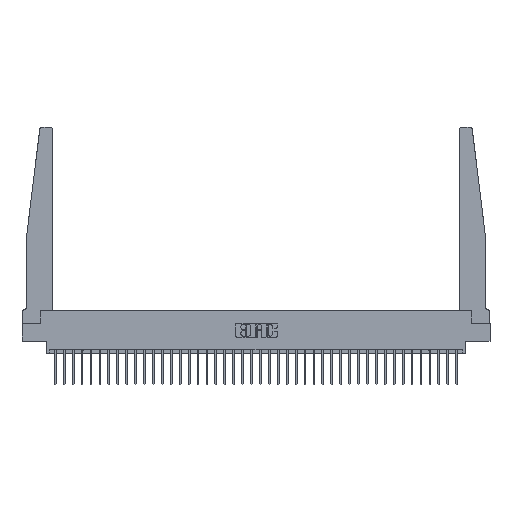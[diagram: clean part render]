
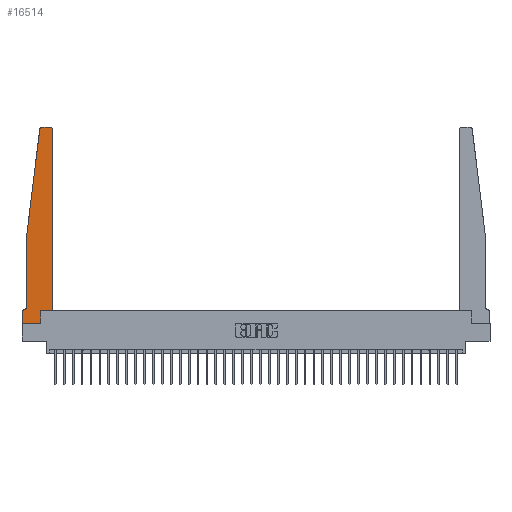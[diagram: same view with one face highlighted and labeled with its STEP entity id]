
A CAD part, top view. The second image highlights one B-rep face of the part: STEP entity #16514.
In plain terms, the highlighted planar face has unit normal (0, 0, 1).
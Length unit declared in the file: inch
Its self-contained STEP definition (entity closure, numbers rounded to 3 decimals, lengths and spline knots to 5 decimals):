
#196 = DIRECTION ( 'NONE',  ( -1., 0., 0. ) ) ;
#324 = ORIENTED_EDGE ( 'NONE', *, *, #5337, .T. ) ;
#632 = EDGE_CURVE ( 'NONE', #15526, #16974, #1439, .T. ) ;
#901 = VECTOR ( 'NONE', #14822, 39.37008 ) ;
#928 = EDGE_CURVE ( 'NONE', #26464, #14236, #27389, .T. ) ;
#1205 = CARTESIAN_POINT ( 'NONE',  ( 0., 0.1875, 0.37 ) ) ;
#1215 = EDGE_CURVE ( 'NONE', #34554, #4934, #26830, .T. ) ;
#1305 = DIRECTION ( 'NONE',  ( 0., 0., -1. ) ) ;
#1438 = EDGE_CURVE ( 'NONE', #16974, #3789, #5463, .T. ) ;
#1439 = CIRCLE ( 'NONE', #21149, 0.05 ) ;
#1557 = DIRECTION ( 'NONE',  ( 0., 0., 1. ) ) ;
#1733 = DIRECTION ( 'NONE',  ( 1., 0., 0. ) ) ;
#1836 = DIRECTION ( 'NONE',  ( 1., 0., 0. ) ) ;
#2217 = AXIS2_PLACEMENT_3D ( 'NONE', #1205, #22724, #1733 ) ;
#3054 = CARTESIAN_POINT ( 'NONE',  ( 0.065, 1.25, 0.37 ) ) ;
#3226 = DIRECTION ( 'NONE',  ( -0.122, -0.992, 0. ) ) ;
#3789 = VERTEX_POINT ( 'NONE', #28789 ) ;
#4440 = VECTOR ( 'NONE', #13414, 39.37008 ) ;
#4465 = CARTESIAN_POINT ( 'NONE',  ( 0.425, 0.18, 0.37 ) ) ;
#4934 = VERTEX_POINT ( 'NONE', #4465 ) ;
#5337 = EDGE_CURVE ( 'NONE', #14236, #15526, #8306, .T. ) ;
#5430 = EDGE_CURVE ( 'NONE', #3789, #22574, #17823, .T. ) ;
#5463 = LINE ( 'NONE', #16233, #16851 ) ;
#5620 = VERTEX_POINT ( 'NONE', #15693 ) ;
#5781 = ORIENTED_EDGE ( 'NONE', *, *, #33362, .T. ) ;
#5811 = ORIENTED_EDGE ( 'NONE', *, *, #632, .T. ) ;
#5950 = EDGE_CURVE ( 'NONE', #5620, #22884, #12996, .T. ) ;
#6063 = ORIENTED_EDGE ( 'NONE', *, *, #5430, .T. ) ;
#6258 = CARTESIAN_POINT ( 'NONE',  ( 0.015, 0.1875, 0.37 ) ) ;
#6846 = ORIENTED_EDGE ( 'NONE', *, *, #1215, .T. ) ;
#8306 = LINE ( 'NONE', #16961, #25739 ) ;
#9216 = CARTESIAN_POINT ( 'NONE',  ( 0.2605, 0., 0.37 ) ) ;
#9271 = LINE ( 'NONE', #27981, #23606 ) ;
#9645 = CARTESIAN_POINT ( 'NONE',  ( 0.27653, 2.75, 0.37 ) ) ;
#10070 = LINE ( 'NONE', #20821, #19366 ) ;
#10946 = DIRECTION ( 'NONE',  ( 0., 0., 1. ) ) ;
#11119 = DIRECTION ( 'NONE',  ( -1., 0., 0. ) ) ;
#11324 = EDGE_CURVE ( 'NONE', #4934, #5620, #19595, .T. ) ;
#11927 = ORIENTED_EDGE ( 'NONE', *, *, #32484, .T. ) ;
#12885 = VERTEX_POINT ( 'NONE', #9216 ) ;
#12996 = CIRCLE ( 'NONE', #13278, 0.03 ) ;
#13278 = AXIS2_PLACEMENT_3D ( 'NONE', #19732, #1557, #25381 ) ;
#13414 = DIRECTION ( 'NONE',  ( 1., 0., 0. ) ) ;
#13700 = CARTESIAN_POINT ( 'NONE',  ( 0.065, 1.25, 0.37 ) ) ;
#14236 = VERTEX_POINT ( 'NONE', #13700 ) ;
#14279 = CARTESIAN_POINT ( 'NONE',  ( 0.2605, 0.18, 0.37 ) ) ;
#14822 = DIRECTION ( 'NONE',  ( 0., 1., 0. ) ) ;
#15526 = VERTEX_POINT ( 'NONE', #18463 ) ;
#15693 = CARTESIAN_POINT ( 'NONE',  ( 0.425, 2.72, 0.37 ) ) ;
#15755 = CARTESIAN_POINT ( 'NONE',  ( 0.27653, 2.72, 0.37 ) ) ;
#16233 = CARTESIAN_POINT ( 'NONE',  ( 0.065, 0.1875, 0.37 ) ) ;
#16360 = ORIENTED_EDGE ( 'NONE', *, *, #5950, .T. ) ;
#16514 = ADVANCED_FACE ( 'NONE', ( #19889 ), #30847, .T. ) ;
#16851 = VECTOR ( 'NONE', #196, 39.37008 ) ;
#16852 = CARTESIAN_POINT ( 'NONE',  ( 0., 0., 0.37 ) ) ;
#16961 = CARTESIAN_POINT ( 'NONE',  ( 0.065, 1.25, 0.37 ) ) ;
#16974 = VERTEX_POINT ( 'NONE', #6258 ) ;
#17294 = DIRECTION ( 'NONE',  ( 0., -1., 0. ) ) ;
#17585 = ORIENTED_EDGE ( 'NONE', *, *, #18249, .T. ) ;
#17823 = LINE ( 'NONE', #33887, #20071 ) ;
#18021 = CARTESIAN_POINT ( 'NONE',  ( 0.425, 0.18, 0.37 ) ) ;
#18249 = EDGE_CURVE ( 'NONE', #22574, #12885, #9271, .T. ) ;
#18463 = CARTESIAN_POINT ( 'NONE',  ( 0.065, 0.2375, 0.37 ) ) ;
#19152 = CARTESIAN_POINT ( 'NONE',  ( 0.24675, 2.72367, 0.37 ) ) ;
#19366 = VECTOR ( 'NONE', #11119, 39.37008 ) ;
#19595 = LINE ( 'NONE', #33717, #901 ) ;
#19732 = CARTESIAN_POINT ( 'NONE',  ( 0.395, 2.72, 0.37 ) ) ;
#19889 = FACE_OUTER_BOUND ( 'NONE', #24504, .T. ) ;
#20071 = VECTOR ( 'NONE', #17294, 39.37008 ) ;
#20577 = VECTOR ( 'NONE', #21091, 39.37008 ) ;
#20821 = CARTESIAN_POINT ( 'NONE',  ( 0.25, 2.75, 0.37 ) ) ;
#21091 = DIRECTION ( 'NONE',  ( 0., 1., 0. ) ) ;
#21149 = AXIS2_PLACEMENT_3D ( 'NONE', #28633, #1305, #33586 ) ;
#21530 = ORIENTED_EDGE ( 'NONE', *, *, #928, .T. ) ;
#21670 = CARTESIAN_POINT ( 'NONE',  ( 0.395, 2.75, 0.37 ) ) ;
#22574 = VERTEX_POINT ( 'NONE', #16852 ) ;
#22724 = DIRECTION ( 'NONE',  ( 0., 0., 1. ) ) ;
#22884 = VERTEX_POINT ( 'NONE', #21670 ) ;
#23606 = VECTOR ( 'NONE', #30644, 39.37008 ) ;
#24504 = EDGE_LOOP ( 'NONE', ( #32788, #11927, #21530, #324, #5811, #34194, #6063, #17585, #5781, #6846, #29928, #16360 ) ) ;
#25381 = DIRECTION ( 'NONE',  ( 1., 0., 0. ) ) ;
#25739 = VECTOR ( 'NONE', #27723, 39.37008 ) ;
#26232 = CARTESIAN_POINT ( 'NONE',  ( 0.2605, 0.18, 0.37 ) ) ;
#26464 = VERTEX_POINT ( 'NONE', #19152 ) ;
#26830 = LINE ( 'NONE', #18021, #4440 ) ;
#27389 = LINE ( 'NONE', #3054, #30918 ) ;
#27723 = DIRECTION ( 'NONE',  ( 0., -1., 0. ) ) ;
#27981 = CARTESIAN_POINT ( 'NONE',  ( 0., 0., 0.37 ) ) ;
#28442 = CIRCLE ( 'NONE', #28987, 0.03 ) ;
#28633 = CARTESIAN_POINT ( 'NONE',  ( 0.015, 0.2375, 0.37 ) ) ;
#28789 = CARTESIAN_POINT ( 'NONE',  ( 0., 0.1875, 0.37 ) ) ;
#28987 = AXIS2_PLACEMENT_3D ( 'NONE', #15755, #10946, #1836 ) ;
#29390 = LINE ( 'NONE', #26232, #20577 ) ;
#29928 = ORIENTED_EDGE ( 'NONE', *, *, #11324, .T. ) ;
#30644 = DIRECTION ( 'NONE',  ( 1., 0., 0. ) ) ;
#30847 = PLANE ( 'NONE',  #2217 ) ;
#30918 = VECTOR ( 'NONE', #3226, 39.37008 ) ;
#31415 = EDGE_CURVE ( 'NONE', #22884, #33292, #10070, .T. ) ;
#32484 = EDGE_CURVE ( 'NONE', #33292, #26464, #28442, .T. ) ;
#32788 = ORIENTED_EDGE ( 'NONE', *, *, #31415, .T. ) ;
#33292 = VERTEX_POINT ( 'NONE', #9645 ) ;
#33362 = EDGE_CURVE ( 'NONE', #12885, #34554, #29390, .T. ) ;
#33586 = DIRECTION ( 'NONE',  ( -1., 0., 0. ) ) ;
#33717 = CARTESIAN_POINT ( 'NONE',  ( 0.425, 0.18, 0.37 ) ) ;
#33887 = CARTESIAN_POINT ( 'NONE',  ( 0., 0., 0.37 ) ) ;
#34194 = ORIENTED_EDGE ( 'NONE', *, *, #1438, .T. ) ;
#34554 = VERTEX_POINT ( 'NONE', #14279 ) ;
